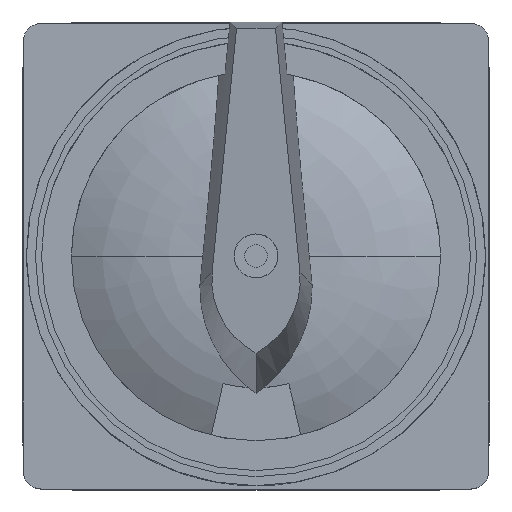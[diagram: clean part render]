
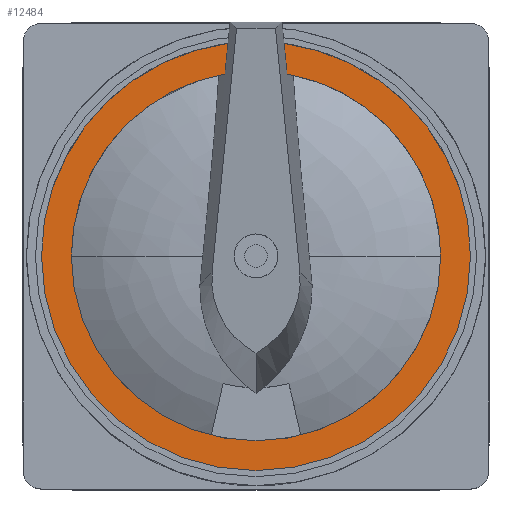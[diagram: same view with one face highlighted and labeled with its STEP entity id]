
A CAD part, top view. The second image highlights one B-rep face of the part: STEP entity #12484.
In plain terms, the highlighted face is planar.
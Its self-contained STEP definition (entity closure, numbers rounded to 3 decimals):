
#146 = ORIENTED_EDGE ( 'NONE', *, *, #4869, .F. ) ;
#387 = EDGE_LOOP ( 'NONE', ( #146, #10628, #6128, #5157, #5784, #12214, #13193, #10013 ) ) ;
#706 = DIRECTION ( 'NONE',  ( 0., -1., 0. ) ) ;
#775 = CARTESIAN_POINT ( 'NONE',  ( 0., 17.8, 0. ) ) ;
#841 = B_SPLINE_CURVE_WITH_KNOTS ( 'NONE', 3,
 ( #9448, #3094, #5710, #9530 ),
 .UNSPECIFIED., .F., .F.,
 ( 4, 4 ),
 ( 0.001, 0.005 ),
 .UNSPECIFIED. ) ;
#1432 = VERTEX_POINT ( 'NONE', #2102 ) ;
#1497 = EDGE_CURVE ( 'NONE', #1432, #4278, #841, .T. ) ;
#1788 = CARTESIAN_POINT ( 'NONE',  ( 25.334, 17.8, 4.32 ) ) ;
#1842 = DIRECTION ( 'NONE',  ( 0., 0., 1. ) ) ;
#2102 = CARTESIAN_POINT ( 'NONE',  ( 29.592, 17.8, -3.906 ) ) ;
#2213 = DIRECTION ( 'NONE',  ( 0., 0., -1. ) ) ;
#2221 = VERTEX_POINT ( 'NONE', #13514 ) ;
#2566 = CIRCLE ( 'NONE', #8885, 29.849 ) ;
#2568 = CIRCLE ( 'NONE', #6514, 25.7 ) ;
#2714 = DIRECTION ( 'NONE',  ( 0., 0., -1. ) ) ;
#2718 = VERTEX_POINT ( 'NONE', #8520 ) ;
#3094 = CARTESIAN_POINT ( 'NONE',  ( 28.173, 17.8, -4.044 ) ) ;
#3405 = DIRECTION ( 'NONE',  ( 0., 0., -1. ) ) ;
#3922 = AXIS2_PLACEMENT_3D ( 'NONE', #12637, #16270, #8580 ) ;
#4148 = DIRECTION ( 'NONE',  ( 0., 0., -1. ) ) ;
#4278 = VERTEX_POINT ( 'NONE', #10642 ) ;
#4377 = PLANE ( 'NONE',  #7975 ) ;
#4632 = DIRECTION ( 'NONE',  ( 0., -1., 0. ) ) ;
#4869 = EDGE_CURVE ( 'NONE', #2718, #2221, #2566, .T. ) ;
#5157 = ORIENTED_EDGE ( 'NONE', *, *, #5163, .T. ) ;
#5163 = EDGE_CURVE ( 'NONE', #6672, #5723, #2568, .T. ) ;
#5477 = CARTESIAN_POINT ( 'NONE',  ( 28.173, 17.8, 4.044 ) ) ;
#5634 = CARTESIAN_POINT ( 'NONE',  ( 0., 17.8, 0. ) ) ;
#5688 = CIRCLE ( 'NONE', #14920, 29.849 ) ;
#5710 = CARTESIAN_POINT ( 'NONE',  ( 26.754, 17.8, -4.182 ) ) ;
#5723 = VERTEX_POINT ( 'NONE', #9208 ) ;
#5784 = ORIENTED_EDGE ( 'NONE', *, *, #8355, .T. ) ;
#6128 = ORIENTED_EDGE ( 'NONE', *, *, #12077, .T. ) ;
#6514 = AXIS2_PLACEMENT_3D ( 'NONE', #775, #4632, #12392 ) ;
#6619 = CARTESIAN_POINT ( 'NONE',  ( 0., 17.8, 0. ) ) ;
#6672 = VERTEX_POINT ( 'NONE', #15695 ) ;
#6799 = EDGE_CURVE ( 'NONE', #14130, #1432, #5688, .T. ) ;
#6801 = CARTESIAN_POINT ( 'NONE',  ( 26.754, 17.8, 4.182 ) ) ;
#7921 = CARTESIAN_POINT ( 'NONE',  ( 0., 17.8, -29.849 ) ) ;
#7975 = AXIS2_PLACEMENT_3D ( 'NONE', #10980, #14707, #1842 ) ;
#8355 = EDGE_CURVE ( 'NONE', #5723, #4278, #13450, .T. ) ;
#8520 = CARTESIAN_POINT ( 'NONE',  ( 29.592, 17.8, 3.906 ) ) ;
#8580 = DIRECTION ( 'NONE',  ( 0., 0., -1. ) ) ;
#8632 = EDGE_CURVE ( 'NONE', #10219, #2718, #11833, .T. ) ;
#8885 = AXIS2_PLACEMENT_3D ( 'NONE', #6619, #9276, #4148 ) ;
#8928 = CIRCLE ( 'NONE', #3922, 29.849 ) ;
#9208 = CARTESIAN_POINT ( 'NONE',  ( 0., 17.8, -25.7 ) ) ;
#9249 = AXIS2_PLACEMENT_3D ( 'NONE', #13274, #16061, #2213 ) ;
#9276 = DIRECTION ( 'NONE',  ( 0., -1., 0. ) ) ;
#9448 = CARTESIAN_POINT ( 'NONE',  ( 29.592, 17.8, -3.906 ) ) ;
#9530 = CARTESIAN_POINT ( 'NONE',  ( 25.334, 17.8, -4.32 ) ) ;
#9551 = CIRCLE ( 'NONE', #15883, 25.7 ) ;
#10013 = ORIENTED_EDGE ( 'NONE', *, *, #11037, .F. ) ;
#10219 = VERTEX_POINT ( 'NONE', #15186 ) ;
#10628 = ORIENTED_EDGE ( 'NONE', *, *, #8632, .F. ) ;
#10642 = CARTESIAN_POINT ( 'NONE',  ( 25.334, 17.8, -4.32 ) ) ;
#10980 = CARTESIAN_POINT ( 'NONE',  ( 25.7, 17.8, 0. ) ) ;
#11037 = EDGE_CURVE ( 'NONE', #2221, #14130, #8928, .T. ) ;
#11209 = DIRECTION ( 'NONE',  ( 0., -1., 0. ) ) ;
#11687 = CARTESIAN_POINT ( 'NONE',  ( 29.592, 17.8, 3.906 ) ) ;
#11833 = B_SPLINE_CURVE_WITH_KNOTS ( 'NONE', 3,
 ( #1788, #6801, #5477, #11687 ),
 .UNSPECIFIED., .F., .F.,
 ( 4, 4 ),
 ( 0.029, 0.033 ),
 .UNSPECIFIED. ) ;
#12077 = EDGE_CURVE ( 'NONE', #10219, #6672, #9551, .T. ) ;
#12147 = FACE_OUTER_BOUND ( 'NONE', #387, .T. ) ;
#12214 = ORIENTED_EDGE ( 'NONE', *, *, #1497, .F. ) ;
#12392 = DIRECTION ( 'NONE',  ( 0., 0., -1. ) ) ;
#12484 = ADVANCED_FACE ( 'NONE', ( #12147 ), #4377, .T. ) ;
#12637 = CARTESIAN_POINT ( 'NONE',  ( 0., 17.8, 0. ) ) ;
#13193 = ORIENTED_EDGE ( 'NONE', *, *, #6799, .F. ) ;
#13274 = CARTESIAN_POINT ( 'NONE',  ( 0., 17.8, 0. ) ) ;
#13450 = CIRCLE ( 'NONE', #9249, 25.7 ) ;
#13514 = CARTESIAN_POINT ( 'NONE',  ( 0., 17.8, 29.849 ) ) ;
#14130 = VERTEX_POINT ( 'NONE', #7921 ) ;
#14707 = DIRECTION ( 'NONE',  ( 0., 1., 0. ) ) ;
#14920 = AXIS2_PLACEMENT_3D ( 'NONE', #15254, #11209, #2714 ) ;
#15186 = CARTESIAN_POINT ( 'NONE',  ( 25.334, 17.8, 4.32 ) ) ;
#15254 = CARTESIAN_POINT ( 'NONE',  ( 0., 17.8, 0. ) ) ;
#15695 = CARTESIAN_POINT ( 'NONE',  ( 0., 17.8, 25.7 ) ) ;
#15883 = AXIS2_PLACEMENT_3D ( 'NONE', #5634, #706, #3405 ) ;
#16061 = DIRECTION ( 'NONE',  ( 0., -1., 0. ) ) ;
#16270 = DIRECTION ( 'NONE',  ( 0., -1., 0. ) ) ;
